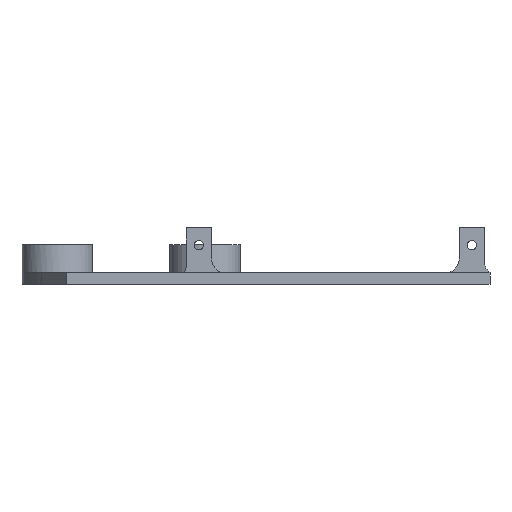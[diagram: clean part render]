
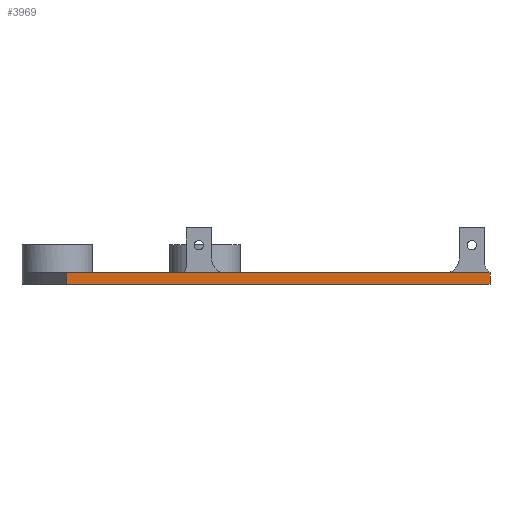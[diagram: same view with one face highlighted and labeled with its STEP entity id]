
A CAD part, front view. The second image highlights one B-rep face of the part: STEP entity #3969.
In plain terms, the highlighted planar face has unit normal (0, -1, 0).
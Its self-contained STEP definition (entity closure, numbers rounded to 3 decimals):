
#230=PLANE('',#4371);
#422=FACE_OUTER_BOUND('',#652,.T.);
#652=EDGE_LOOP('',(#3591,#3592,#3593,#3594));
#807=LINE('',#5959,#1181);
#958=LINE('',#6490,#1332);
#1042=LINE('',#6780,#1416);
#1046=LINE('',#6794,#1420);
#1181=VECTOR('',#4827,10.);
#1332=VECTOR('',#5208,10.);
#1416=VECTOR('',#5490,10.);
#1420=VECTOR('',#5508,10.);
#1729=VERTEX_POINT('',#5956);
#1730=VERTEX_POINT('',#5958);
#1897=VERTEX_POINT('',#6489);
#1956=VERTEX_POINT('',#6778);
#2175=EDGE_CURVE('',#1729,#1730,#807,.T.);
#2398=EDGE_CURVE('',#1730,#1897,#958,.T.);
#2526=EDGE_CURVE('',#1729,#1956,#1042,.T.);
#2533=EDGE_CURVE('',#1956,#1897,#1046,.T.);
#3591=ORIENTED_EDGE('',*,*,#2175,.F.);
#3592=ORIENTED_EDGE('',*,*,#2526,.T.);
#3593=ORIENTED_EDGE('',*,*,#2533,.T.);
#3594=ORIENTED_EDGE('',*,*,#2398,.F.);
#3969=ADVANCED_FACE('',(#422),#230,.F.);
#4371=AXIS2_PLACEMENT_3D('',#6793,#5506,#5507);
#4827=DIRECTION('',(1.,0.,0.));
#5208=DIRECTION('',(0.,0.,-1.));
#5490=DIRECTION('',(0.,0.,-1.));
#5506=DIRECTION('center_axis',(0.,1.,0.));
#5507=DIRECTION('ref_axis',(1.,0.,0.));
#5508=DIRECTION('',(1.,0.,0.));
#5956=CARTESIAN_POINT('',(0.,0.,0.));
#5958=CARTESIAN_POINT('',(150.,0.,0.));
#5959=CARTESIAN_POINT('',(0.,0.,0.));
#6489=CARTESIAN_POINT('',(150.,0.,-4.));
#6490=CARTESIAN_POINT('',(150.,0.,0.));
#6778=CARTESIAN_POINT('',(0.,0.,-4.));
#6780=CARTESIAN_POINT('',(0.,0.,0.));
#6793=CARTESIAN_POINT('Origin',(0.,0.,0.));
#6794=CARTESIAN_POINT('',(0.,0.,-4.));
